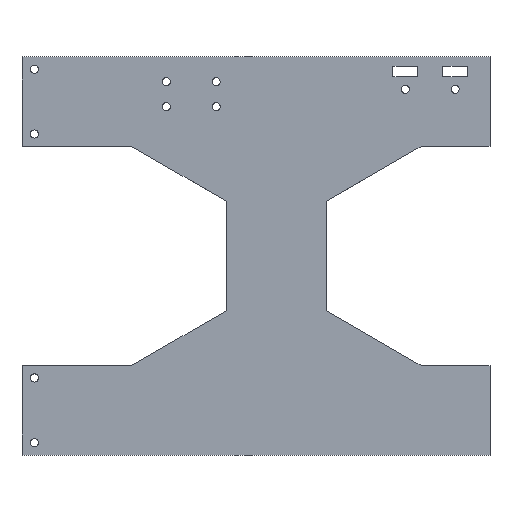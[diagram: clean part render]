
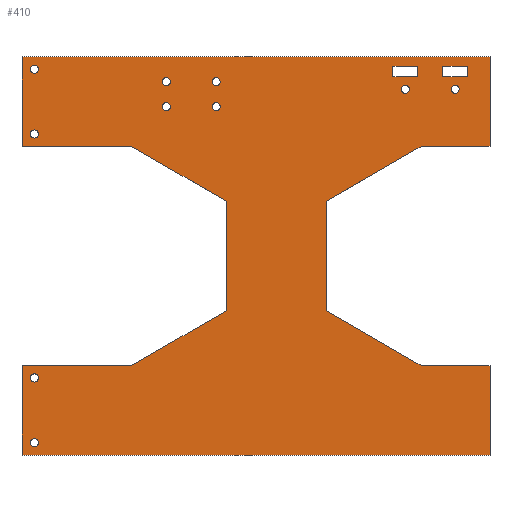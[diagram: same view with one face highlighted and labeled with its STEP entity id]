
A CAD part, top view. The second image highlights one B-rep face of the part: STEP entity #410.
In plain terms, the highlighted planar face has unit normal (0, 0, 1).
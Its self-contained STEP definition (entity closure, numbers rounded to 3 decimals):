
#24 = VERTEX_POINT('',#25);
#25 = CARTESIAN_POINT('',(94.,80.,4.));
#31 = EDGE_CURVE('',#24,#32,#34,.T.);
#32 = VERTEX_POINT('',#33);
#33 = CARTESIAN_POINT('',(94.,44.,4.));
#34 = LINE('',#35,#36);
#35 = CARTESIAN_POINT('',(94.,80.,4.));
#36 = VECTOR('',#37,1.);
#37 = DIRECTION('',(0.,-1.,0.));
#62 = EDGE_CURVE('',#24,#63,#65,.T.);
#63 = VERTEX_POINT('',#64);
#64 = CARTESIAN_POINT('',(-94.,80.,4.));
#65 = LINE('',#66,#67);
#66 = CARTESIAN_POINT('',(94.,80.,4.));
#67 = VECTOR('',#68,1.);
#68 = DIRECTION('',(-1.,0.,0.));
#95 = VERTEX_POINT('',#96);
#96 = CARTESIAN_POINT('',(66.29,44.,4.));
#102 = EDGE_CURVE('',#95,#32,#103,.T.);
#103 = LINE('',#104,#105);
#104 = CARTESIAN_POINT('',(66.29,44.,4.));
#105 = VECTOR('',#106,1.);
#106 = DIRECTION('',(1.,0.,0.));
#410 = ADVANCED_FACE('',(#411,#518,#529,#540,#551,#562,#573,#584,#595,
    #606,#617,#651,#662),#696,.T.);
#411 = FACE_BOUND('',#412,.T.);
#412 = EDGE_LOOP('',(#413,#414,#415,#423,#431,#439,#447,#455,#463,#471,
    #479,#487,#495,#503,#511,#517));
#413 = ORIENTED_EDGE('',*,*,#31,.F.);
#414 = ORIENTED_EDGE('',*,*,#62,.T.);
#415 = ORIENTED_EDGE('',*,*,#416,.T.);
#416 = EDGE_CURVE('',#63,#417,#419,.T.);
#417 = VERTEX_POINT('',#418);
#418 = CARTESIAN_POINT('',(-94.,44.,4.));
#419 = LINE('',#420,#421);
#420 = CARTESIAN_POINT('',(-94.,80.,4.));
#421 = VECTOR('',#422,1.);
#422 = DIRECTION('',(0.,-1.,0.));
#423 = ORIENTED_EDGE('',*,*,#424,.T.);
#424 = EDGE_CURVE('',#417,#425,#427,.T.);
#425 = VERTEX_POINT('',#426);
#426 = CARTESIAN_POINT('',(-50.,44.,4.));
#427 = LINE('',#428,#429);
#428 = CARTESIAN_POINT('',(-94.,44.,4.));
#429 = VECTOR('',#430,1.);
#430 = DIRECTION('',(1.,0.,0.));
#431 = ORIENTED_EDGE('',*,*,#432,.F.);
#432 = EDGE_CURVE('',#433,#425,#435,.T.);
#433 = VERTEX_POINT('',#434);
#434 = CARTESIAN_POINT('',(-11.895,22.,4.));
#435 = LINE('',#436,#437);
#436 = CARTESIAN_POINT('',(-11.895,22.,4.));
#437 = VECTOR('',#438,1.);
#438 = DIRECTION('',(-0.866,0.5,0.));
#439 = ORIENTED_EDGE('',*,*,#440,.F.);
#440 = EDGE_CURVE('',#441,#433,#443,.T.);
#441 = VERTEX_POINT('',#442);
#442 = CARTESIAN_POINT('',(-11.895,-22.,4.));
#443 = LINE('',#444,#445);
#444 = CARTESIAN_POINT('',(-11.895,-22.,4.));
#445 = VECTOR('',#446,1.);
#446 = DIRECTION('',(0.,1.,0.));
#447 = ORIENTED_EDGE('',*,*,#448,.F.);
#448 = EDGE_CURVE('',#449,#441,#451,.T.);
#449 = VERTEX_POINT('',#450);
#450 = CARTESIAN_POINT('',(-50.,-44.,4.));
#451 = LINE('',#452,#453);
#452 = CARTESIAN_POINT('',(-50.,-44.,4.));
#453 = VECTOR('',#454,1.);
#454 = DIRECTION('',(0.866,0.5,0.));
#455 = ORIENTED_EDGE('',*,*,#456,.T.);
#456 = EDGE_CURVE('',#449,#457,#459,.T.);
#457 = VERTEX_POINT('',#458);
#458 = CARTESIAN_POINT('',(-94.,-44.,4.));
#459 = LINE('',#460,#461);
#460 = CARTESIAN_POINT('',(-50.,-44.,4.));
#461 = VECTOR('',#462,1.);
#462 = DIRECTION('',(-1.,0.,0.));
#463 = ORIENTED_EDGE('',*,*,#464,.T.);
#464 = EDGE_CURVE('',#457,#465,#467,.T.);
#465 = VERTEX_POINT('',#466);
#466 = CARTESIAN_POINT('',(-94.,-80.,4.));
#467 = LINE('',#468,#469);
#468 = CARTESIAN_POINT('',(-94.,-44.,4.));
#469 = VECTOR('',#470,1.);
#470 = DIRECTION('',(0.,-1.,0.));
#471 = ORIENTED_EDGE('',*,*,#472,.F.);
#472 = EDGE_CURVE('',#473,#465,#475,.T.);
#473 = VERTEX_POINT('',#474);
#474 = CARTESIAN_POINT('',(94.,-80.,4.));
#475 = LINE('',#476,#477);
#476 = CARTESIAN_POINT('',(94.,-80.,4.));
#477 = VECTOR('',#478,1.);
#478 = DIRECTION('',(-1.,0.,0.));
#479 = ORIENTED_EDGE('',*,*,#480,.F.);
#480 = EDGE_CURVE('',#481,#473,#483,.T.);
#481 = VERTEX_POINT('',#482);
#482 = CARTESIAN_POINT('',(94.,-44.,4.));
#483 = LINE('',#484,#485);
#484 = CARTESIAN_POINT('',(94.,-44.,4.));
#485 = VECTOR('',#486,1.);
#486 = DIRECTION('',(0.,-1.,0.));
#487 = ORIENTED_EDGE('',*,*,#488,.T.);
#488 = EDGE_CURVE('',#481,#489,#491,.T.);
#489 = VERTEX_POINT('',#490);
#490 = CARTESIAN_POINT('',(66.29,-44.,4.));
#491 = LINE('',#492,#493);
#492 = CARTESIAN_POINT('',(94.,-44.,4.));
#493 = VECTOR('',#494,1.);
#494 = DIRECTION('',(-1.,0.,0.));
#495 = ORIENTED_EDGE('',*,*,#496,.F.);
#496 = EDGE_CURVE('',#497,#489,#499,.T.);
#497 = VERTEX_POINT('',#498);
#498 = CARTESIAN_POINT('',(28.185,-22.,4.));
#499 = LINE('',#500,#501);
#500 = CARTESIAN_POINT('',(28.185,-22.,4.));
#501 = VECTOR('',#502,1.);
#502 = DIRECTION('',(0.866,-0.5,0.));
#503 = ORIENTED_EDGE('',*,*,#504,.F.);
#504 = EDGE_CURVE('',#505,#497,#507,.T.);
#505 = VERTEX_POINT('',#506);
#506 = CARTESIAN_POINT('',(28.185,22.,4.));
#507 = LINE('',#508,#509);
#508 = CARTESIAN_POINT('',(28.185,22.,4.));
#509 = VECTOR('',#510,1.);
#510 = DIRECTION('',(0.,-1.,0.));
#511 = ORIENTED_EDGE('',*,*,#512,.F.);
#512 = EDGE_CURVE('',#95,#505,#513,.T.);
#513 = LINE('',#514,#515);
#514 = CARTESIAN_POINT('',(66.29,44.,4.));
#515 = VECTOR('',#516,1.);
#516 = DIRECTION('',(-0.866,-0.5,0.));
#517 = ORIENTED_EDGE('',*,*,#102,.T.);
#518 = FACE_BOUND('',#519,.T.);
#519 = EDGE_LOOP('',(#520));
#520 = ORIENTED_EDGE('',*,*,#521,.F.);
#521 = EDGE_CURVE('',#522,#522,#524,.T.);
#522 = VERTEX_POINT('',#523);
#523 = CARTESIAN_POINT('',(-87.375,-75.,4.));
#524 = CIRCLE('',#525,1.625);
#525 = AXIS2_PLACEMENT_3D('',#526,#527,#528);
#526 = CARTESIAN_POINT('',(-89.,-75.,4.));
#527 = DIRECTION('',(0.,0.,1.));
#528 = DIRECTION('',(1.,0.,0.));
#529 = FACE_BOUND('',#530,.T.);
#530 = EDGE_LOOP('',(#531));
#531 = ORIENTED_EDGE('',*,*,#532,.F.);
#532 = EDGE_CURVE('',#533,#533,#535,.T.);
#533 = VERTEX_POINT('',#534);
#534 = CARTESIAN_POINT('',(-87.375,-49.,4.));
#535 = CIRCLE('',#536,1.625);
#536 = AXIS2_PLACEMENT_3D('',#537,#538,#539);
#537 = CARTESIAN_POINT('',(-89.,-49.,4.));
#538 = DIRECTION('',(0.,0.,1.));
#539 = DIRECTION('',(1.,0.,0.));
#540 = FACE_BOUND('',#541,.T.);
#541 = EDGE_LOOP('',(#542));
#542 = ORIENTED_EDGE('',*,*,#543,.F.);
#543 = EDGE_CURVE('',#544,#544,#546,.T.);
#544 = VERTEX_POINT('',#545);
#545 = CARTESIAN_POINT('',(-87.375,49.,4.));
#546 = CIRCLE('',#547,1.625);
#547 = AXIS2_PLACEMENT_3D('',#548,#549,#550);
#548 = CARTESIAN_POINT('',(-89.,49.,4.));
#549 = DIRECTION('',(0.,0.,1.));
#550 = DIRECTION('',(1.,0.,0.));
#551 = FACE_BOUND('',#552,.T.);
#552 = EDGE_LOOP('',(#553));
#553 = ORIENTED_EDGE('',*,*,#554,.F.);
#554 = EDGE_CURVE('',#555,#555,#557,.T.);
#555 = VERTEX_POINT('',#556);
#556 = CARTESIAN_POINT('',(-87.375,75.,4.));
#557 = CIRCLE('',#558,1.625);
#558 = AXIS2_PLACEMENT_3D('',#559,#560,#561);
#559 = CARTESIAN_POINT('',(-89.,75.,4.));
#560 = DIRECTION('',(0.,0.,1.));
#561 = DIRECTION('',(1.,0.,0.));
#562 = FACE_BOUND('',#563,.T.);
#563 = EDGE_LOOP('',(#564));
#564 = ORIENTED_EDGE('',*,*,#565,.F.);
#565 = EDGE_CURVE('',#566,#566,#568,.T.);
#566 = VERTEX_POINT('',#567);
#567 = CARTESIAN_POINT('',(-34.375,60.,4.));
#568 = CIRCLE('',#569,1.625);
#569 = AXIS2_PLACEMENT_3D('',#570,#571,#572);
#570 = CARTESIAN_POINT('',(-36.,60.,4.));
#571 = DIRECTION('',(0.,0.,1.));
#572 = DIRECTION('',(1.,0.,0.));
#573 = FACE_BOUND('',#574,.T.);
#574 = EDGE_LOOP('',(#575));
#575 = ORIENTED_EDGE('',*,*,#576,.F.);
#576 = EDGE_CURVE('',#577,#577,#579,.T.);
#577 = VERTEX_POINT('',#578);
#578 = CARTESIAN_POINT('',(-34.375,70.,4.));
#579 = CIRCLE('',#580,1.625);
#580 = AXIS2_PLACEMENT_3D('',#581,#582,#583);
#581 = CARTESIAN_POINT('',(-36.,70.,4.));
#582 = DIRECTION('',(0.,0.,1.));
#583 = DIRECTION('',(1.,0.,0.));
#584 = FACE_BOUND('',#585,.T.);
#585 = EDGE_LOOP('',(#586));
#586 = ORIENTED_EDGE('',*,*,#587,.F.);
#587 = EDGE_CURVE('',#588,#588,#590,.T.);
#588 = VERTEX_POINT('',#589);
#589 = CARTESIAN_POINT('',(-14.375,60.,4.));
#590 = CIRCLE('',#591,1.625);
#591 = AXIS2_PLACEMENT_3D('',#592,#593,#594);
#592 = CARTESIAN_POINT('',(-16.,60.,4.));
#593 = DIRECTION('',(0.,0.,1.));
#594 = DIRECTION('',(1.,0.,0.));
#595 = FACE_BOUND('',#596,.T.);
#596 = EDGE_LOOP('',(#597));
#597 = ORIENTED_EDGE('',*,*,#598,.F.);
#598 = EDGE_CURVE('',#599,#599,#601,.T.);
#599 = VERTEX_POINT('',#600);
#600 = CARTESIAN_POINT('',(-14.375,70.,4.));
#601 = CIRCLE('',#602,1.625);
#602 = AXIS2_PLACEMENT_3D('',#603,#604,#605);
#603 = CARTESIAN_POINT('',(-16.,70.,4.));
#604 = DIRECTION('',(0.,0.,1.));
#605 = DIRECTION('',(1.,0.,0.));
#606 = FACE_BOUND('',#607,.T.);
#607 = EDGE_LOOP('',(#608));
#608 = ORIENTED_EDGE('',*,*,#609,.F.);
#609 = EDGE_CURVE('',#610,#610,#612,.T.);
#610 = VERTEX_POINT('',#611);
#611 = CARTESIAN_POINT('',(61.625,67.,4.));
#612 = CIRCLE('',#613,1.625);
#613 = AXIS2_PLACEMENT_3D('',#614,#615,#616);
#614 = CARTESIAN_POINT('',(60.,67.,4.));
#615 = DIRECTION('',(0.,0.,1.));
#616 = DIRECTION('',(1.,0.,0.));
#617 = FACE_BOUND('',#618,.T.);
#618 = EDGE_LOOP('',(#619,#629,#637,#645));
#619 = ORIENTED_EDGE('',*,*,#620,.T.);
#620 = EDGE_CURVE('',#621,#623,#625,.T.);
#621 = VERTEX_POINT('',#622);
#622 = CARTESIAN_POINT('',(55.,72.,4.));
#623 = VERTEX_POINT('',#624);
#624 = CARTESIAN_POINT('',(55.,76.25,4.));
#625 = LINE('',#626,#627);
#626 = CARTESIAN_POINT('',(55.,72.,4.));
#627 = VECTOR('',#628,1.);
#628 = DIRECTION('',(0.,1.,0.));
#629 = ORIENTED_EDGE('',*,*,#630,.T.);
#630 = EDGE_CURVE('',#623,#631,#633,.T.);
#631 = VERTEX_POINT('',#632);
#632 = CARTESIAN_POINT('',(65.,76.25,4.));
#633 = LINE('',#634,#635);
#634 = CARTESIAN_POINT('',(55.,76.25,4.));
#635 = VECTOR('',#636,1.);
#636 = DIRECTION('',(1.,0.,0.));
#637 = ORIENTED_EDGE('',*,*,#638,.T.);
#638 = EDGE_CURVE('',#631,#639,#641,.T.);
#639 = VERTEX_POINT('',#640);
#640 = CARTESIAN_POINT('',(65.,72.,4.));
#641 = LINE('',#642,#643);
#642 = CARTESIAN_POINT('',(65.,76.25,4.));
#643 = VECTOR('',#644,1.);
#644 = DIRECTION('',(0.,-1.,0.));
#645 = ORIENTED_EDGE('',*,*,#646,.T.);
#646 = EDGE_CURVE('',#639,#621,#647,.T.);
#647 = LINE('',#648,#649);
#648 = CARTESIAN_POINT('',(65.,72.,4.));
#649 = VECTOR('',#650,1.);
#650 = DIRECTION('',(-1.,0.,0.));
#651 = FACE_BOUND('',#652,.T.);
#652 = EDGE_LOOP('',(#653));
#653 = ORIENTED_EDGE('',*,*,#654,.F.);
#654 = EDGE_CURVE('',#655,#655,#657,.T.);
#655 = VERTEX_POINT('',#656);
#656 = CARTESIAN_POINT('',(81.625,67.,4.));
#657 = CIRCLE('',#658,1.625);
#658 = AXIS2_PLACEMENT_3D('',#659,#660,#661);
#659 = CARTESIAN_POINT('',(80.,67.,4.));
#660 = DIRECTION('',(0.,0.,1.));
#661 = DIRECTION('',(1.,0.,0.));
#662 = FACE_BOUND('',#663,.T.);
#663 = EDGE_LOOP('',(#664,#674,#682,#690));
#664 = ORIENTED_EDGE('',*,*,#665,.T.);
#665 = EDGE_CURVE('',#666,#668,#670,.T.);
#666 = VERTEX_POINT('',#667);
#667 = CARTESIAN_POINT('',(75.,72.,4.));
#668 = VERTEX_POINT('',#669);
#669 = CARTESIAN_POINT('',(75.,76.25,4.));
#670 = LINE('',#671,#672);
#671 = CARTESIAN_POINT('',(75.,72.,4.));
#672 = VECTOR('',#673,1.);
#673 = DIRECTION('',(0.,1.,0.));
#674 = ORIENTED_EDGE('',*,*,#675,.T.);
#675 = EDGE_CURVE('',#668,#676,#678,.T.);
#676 = VERTEX_POINT('',#677);
#677 = CARTESIAN_POINT('',(85.,76.25,4.));
#678 = LINE('',#679,#680);
#679 = CARTESIAN_POINT('',(75.,76.25,4.));
#680 = VECTOR('',#681,1.);
#681 = DIRECTION('',(1.,0.,0.));
#682 = ORIENTED_EDGE('',*,*,#683,.T.);
#683 = EDGE_CURVE('',#676,#684,#686,.T.);
#684 = VERTEX_POINT('',#685);
#685 = CARTESIAN_POINT('',(85.,72.,4.));
#686 = LINE('',#687,#688);
#687 = CARTESIAN_POINT('',(85.,76.25,4.));
#688 = VECTOR('',#689,1.);
#689 = DIRECTION('',(0.,-1.,0.));
#690 = ORIENTED_EDGE('',*,*,#691,.T.);
#691 = EDGE_CURVE('',#684,#666,#692,.T.);
#692 = LINE('',#693,#694);
#693 = CARTESIAN_POINT('',(85.,72.,4.));
#694 = VECTOR('',#695,1.);
#695 = DIRECTION('',(-1.,0.,0.));
#696 = PLANE('',#697);
#697 = AXIS2_PLACEMENT_3D('',#698,#699,#700);
#698 = CARTESIAN_POINT('',(0.276,0.,4.));
#699 = DIRECTION('',(0.,0.,1.));
#700 = DIRECTION('',(1.,0.,0.));
